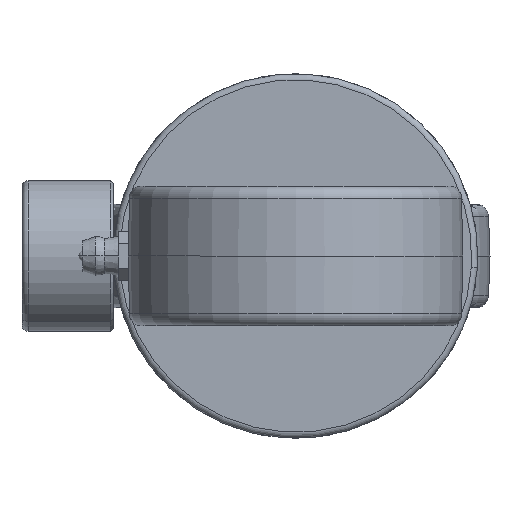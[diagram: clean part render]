
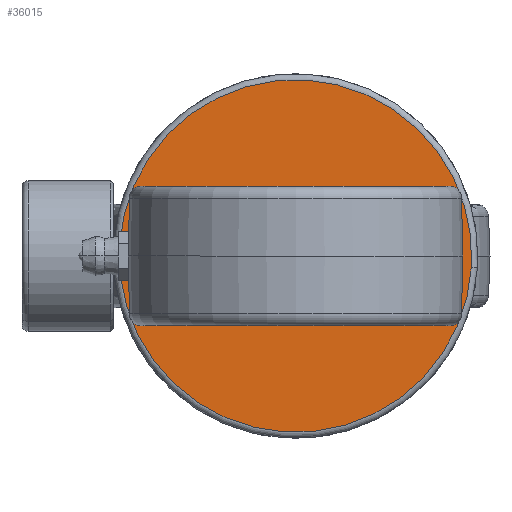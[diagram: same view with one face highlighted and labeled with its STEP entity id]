
A CAD part, left-side view. The second image highlights one B-rep face of the part: STEP entity #36015.
In plain terms, the highlighted planar face has unit normal (-1, 0, 0).
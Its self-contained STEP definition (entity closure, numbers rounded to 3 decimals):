
#799 = EDGE_LOOP ( 'NONE', ( #18901, #3188 ) ) ;
#1274 = CARTESIAN_POINT ( 'NONE',  ( 0., 29., 0. ) ) ;
#1297 = DIRECTION ( 'NONE',  ( 1., 0., 0. ) ) ;
#2066 = FACE_OUTER_BOUND ( 'NONE', #799, .T. ) ;
#3188 = ORIENTED_EDGE ( 'NONE', *, *, #13052, .F. ) ;
#4246 = VERTEX_POINT ( 'NONE', #1274 ) ;
#5355 = PLANE ( 'NONE',  #20778 ) ;
#6856 = DIRECTION ( 'NONE',  ( 0., 1., 0. ) ) ;
#7730 = DIRECTION ( 'NONE',  ( -1., 0., 0. ) ) ;
#9279 = EDGE_CURVE ( 'NONE', #4246, #37226, #32320, .T. ) ;
#13052 = EDGE_CURVE ( 'NONE', #37226, #4246, #26133, .T. ) ;
#15550 = AXIS2_PLACEMENT_3D ( 'NONE', #33535, #34100, #6856 ) ;
#18651 = CARTESIAN_POINT ( 'NONE',  ( 0., 0., 0. ) ) ;
#18901 = ORIENTED_EDGE ( 'NONE', *, *, #9279, .F. ) ;
#20778 = AXIS2_PLACEMENT_3D ( 'NONE', #26007, #7730, #31645 ) ;
#26007 = CARTESIAN_POINT ( 'NONE',  ( 0., 0., 0. ) ) ;
#26133 = CIRCLE ( 'NONE', #28620, 29. ) ;
#28620 = AXIS2_PLACEMENT_3D ( 'NONE', #18651, #1297, #30891 ) ;
#29455 = CARTESIAN_POINT ( 'NONE',  ( 0., -29., 0. ) ) ;
#30891 = DIRECTION ( 'NONE',  ( 0., 1., 0. ) ) ;
#31645 = DIRECTION ( 'NONE',  ( 0., -1., 0. ) ) ;
#32320 = CIRCLE ( 'NONE', #15550, 29. ) ;
#33535 = CARTESIAN_POINT ( 'NONE',  ( 0., 0., 0. ) ) ;
#34100 = DIRECTION ( 'NONE',  ( 1., 0., 0. ) ) ;
#36015 = ADVANCED_FACE ( 'NONE', ( #2066 ), #5355, .T. ) ;
#37226 = VERTEX_POINT ( 'NONE', #29455 ) ;
